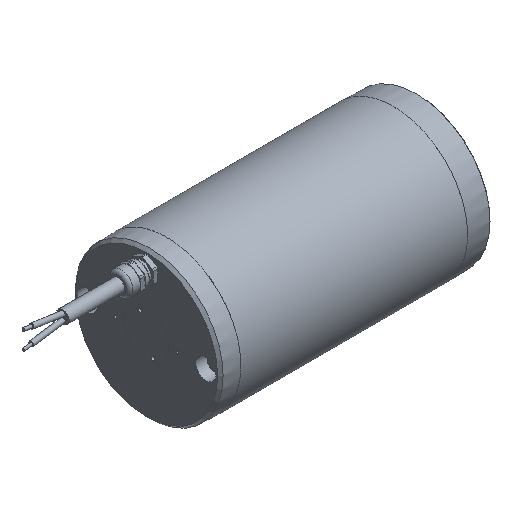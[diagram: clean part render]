
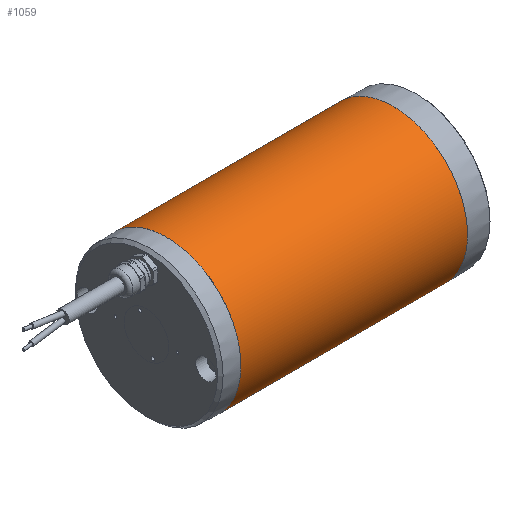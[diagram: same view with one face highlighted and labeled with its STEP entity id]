
A CAD part, isometric view. The second image highlights one B-rep face of the part: STEP entity #1059.
In plain terms, the highlighted cylindrical face has radius 55 mm (diameter 110 mm), a full revolution.
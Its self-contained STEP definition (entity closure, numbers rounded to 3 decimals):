
#151 = EDGE_CURVE ( 'NONE', #3780, #3780, #3207, .T. ) ;
#154 = ORIENTED_EDGE ( 'NONE', *, *, #2470, .F. ) ;
#158 = ORIENTED_EDGE ( 'NONE', *, *, #151, .T. ) ;
#549 = EDGE_LOOP ( 'NONE', ( #158 ) ) ;
#793 = CARTESIAN_POINT ( 'NONE',  ( -0.5, -38.938, -38.844 ) ) ;
#1059 = ADVANCED_FACE ( 'Defeature ausgef�hrt1_74', ( #1730, #1726 ), #1712, .T. ) ;
#1201 = EDGE_LOOP ( 'NONE', ( #154 ) ) ;
#1567 = DIRECTION ( 'NONE',  ( 0., -0.708, -0.706 ) ) ;
#1588 = DIRECTION ( 'NONE',  ( 1., 0., 0. ) ) ;
#1609 = CARTESIAN_POINT ( 'NONE',  ( -0.5, 0., 0. ) ) ;
#1688 = DIRECTION ( 'NONE',  ( 0., 0.708, 0.706 ) ) ;
#1693 = DIRECTION ( 'NONE',  ( -1., 0., 0. ) ) ;
#1709 = CARTESIAN_POINT ( 'NONE',  ( 167.5, 0., 0. ) ) ;
#1712 = CYLINDRICAL_SURFACE ( 'NONE', #2136, 55. ) ;
#1726 = FACE_OUTER_BOUND ( 'NONE', #549, .T. ) ;
#1730 = FACE_OUTER_BOUND ( 'NONE', #1201, .T. ) ;
#2136 = AXIS2_PLACEMENT_3D ( 'NONE', #1709, #1693, #1688 ) ;
#2201 = VERTEX_POINT ( 'NONE', #3549 ) ;
#2470 = EDGE_CURVE ( 'NONE', #2201, #2201, #4310, .T. ) ;
#2798 = DIRECTION ( 'NONE',  ( 0., -0.708, -0.706 ) ) ;
#2823 = DIRECTION ( 'NONE',  ( 1., 0., 0. ) ) ;
#2833 = CARTESIAN_POINT ( 'NONE',  ( 167.5, 0., 0. ) ) ;
#3129 = AXIS2_PLACEMENT_3D ( 'NONE', #1609, #1588, #1567 ) ;
#3207 = CIRCLE ( 'NONE', #3129, 55. ) ;
#3549 = CARTESIAN_POINT ( 'NONE',  ( 167.5, -38.938, -38.844 ) ) ;
#3780 = VERTEX_POINT ( 'NONE', #793 ) ;
#4310 = CIRCLE ( 'NONE', #4362, 55. ) ;
#4362 = AXIS2_PLACEMENT_3D ( 'NONE', #2833, #2823, #2798 ) ;
